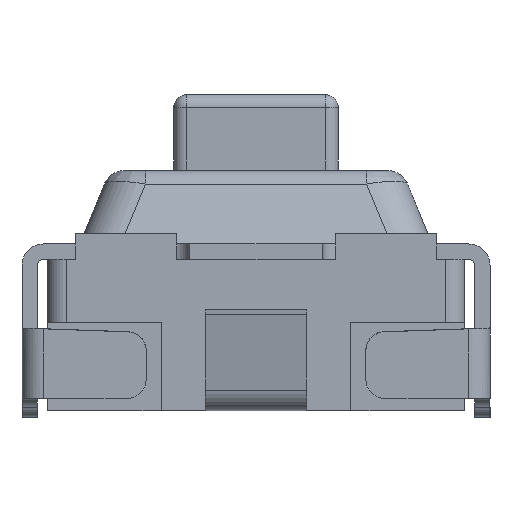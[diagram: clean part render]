
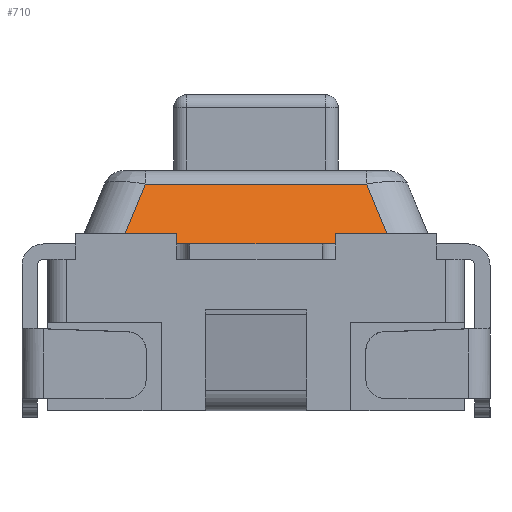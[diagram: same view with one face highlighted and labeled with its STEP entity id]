
A CAD part, left-side view. The second image highlights one B-rep face of the part: STEP entity #710.
In plain terms, the highlighted planar face has unit normal (-0.926, 0, 0.377).
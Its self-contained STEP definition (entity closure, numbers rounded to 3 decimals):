
#710 = ADVANCED_FACE( '', ( #1793 ), #1794, .F. );
#1793 = FACE_OUTER_BOUND( '', #3560, .T. );
#1794 = PLANE( '', #3561 );
#3560 = EDGE_LOOP( '', ( #8274, #8275, #8276, #8277 ) );
#3561 = AXIS2_PLACEMENT_3D( '', #8278, #8279, #8280 );
#8274 = ORIENTED_EDGE( '', *, *, #11238, .T. );
#8275 = ORIENTED_EDGE( '', *, *, #11290, .F. );
#8276 = ORIENTED_EDGE( '', *, *, #11286, .T. );
#8277 = ORIENTED_EDGE( '', *, *, #11241, .F. );
#8278 = CARTESIAN_POINT( '', ( 2420.022, 680.016, 1.267 ) );
#8279 = DIRECTION( '', ( 0.926, 0., -0.377 ) );
#8280 = DIRECTION( '', ( 0., -1., 0. ) );
#11238 = EDGE_CURVE( '', #15358, #15356, #15359, .T. );
#11241 = EDGE_CURVE( '', #15358, #15363, #15364, .T. );
#11286 = EDGE_CURVE( '', #15451, #15363, #15452, .T. );
#11290 = EDGE_CURVE( '', #15451, #15356, #15458, .T. );
#15356 = VERTEX_POINT( '', #22742 );
#15358 = VERTEX_POINT( '', #22753 );
#15359 = LINE( '', #22754, #22755 );
#15363 = VERTEX_POINT( '', #22769 );
#15364 = LINE( '', #22770, #22771 );
#15451 = VERTEX_POINT( '', #22927 );
#15452 = LINE( '', #22928, #22929 );
#15458 = LINE( '', #22936, #22937 );
#22742 = CARTESIAN_POINT( '', ( 2419.945, 678.948, 1.08 ) );
#22753 = CARTESIAN_POINT( '', ( 2419.945, 681.084, 1.08 ) );
#22754 = CARTESIAN_POINT( '', ( 2419.945, 681.084, 1.08 ) );
#22755 = VECTOR( '', #25901, 1000. );
#22769 = CARTESIAN_POINT( '', ( 2420.139, 680.89, 1.554 ) );
#22770 = CARTESIAN_POINT( '', ( 2419.945, 681.084, 1.08 ) );
#22771 = VECTOR( '', #25903, 1000. );
#22927 = CARTESIAN_POINT( '', ( 2420.139, 679.141, 1.554 ) );
#22928 = CARTESIAN_POINT( '', ( 2420.139, 679.141, 1.554 ) );
#22929 = VECTOR( '', #25963, 1000. );
#22936 = CARTESIAN_POINT( '', ( 2420.139, 679.141, 1.554 ) );
#22937 = VECTOR( '', #25971, 1000. );
#25901 = DIRECTION( '', ( 0., -1., 0. ) );
#25903 = DIRECTION( '', ( 0.353, -0.353, 0.866 ) );
#25963 = DIRECTION( '', ( 0., 1., 0. ) );
#25971 = DIRECTION( '', ( -0.353, -0.353, -0.866 ) );
